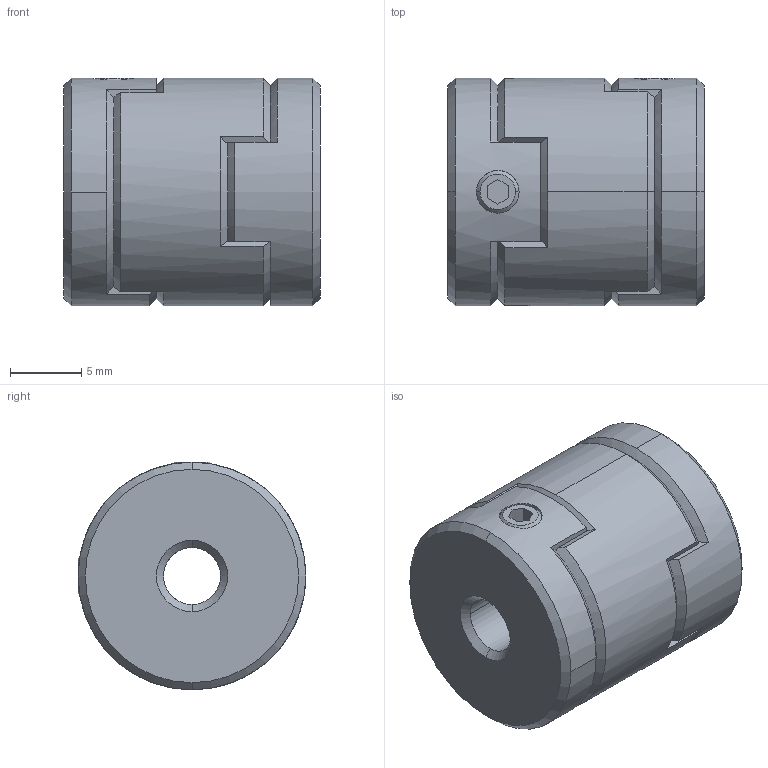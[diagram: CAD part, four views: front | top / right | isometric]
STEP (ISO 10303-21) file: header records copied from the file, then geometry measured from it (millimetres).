
FILE_DESCRIPTION (( 'STEP AP203' ), '1' );
FILE_NAME ('CL4-16.step', '2011-08-10T07:38:35', ( '' ), ( '' ), 'SwSTEP 2.0', 'SolidWorks 2010', '' );
FILE_SCHEMA (( 'CONFIG_CONTROL_DESIGN' ));
Length unit declared in the file: millimetre
Products named in the file (1): CL4-16
Bounding box: 18 x 16 x 16 mm (x, y, z)
Volume: 3345.1 mm3; surface area: 2747.4 mm2
Topology: 5 solids, 5 shells, 100 faces, 250 edges, 162 vertices
Faces by surface type: plane 48, cone 32, cylinder 20
Entity records: 3291 total; most frequent: CARTESIAN_POINT 833, ORIENTED_EDGE 500, DIRECTION 484, EDGE_CURVE 250, AXIS2_PLACEMENT_3D 185, VERTEX_POINT 162, LINE 114, VECTOR 114
